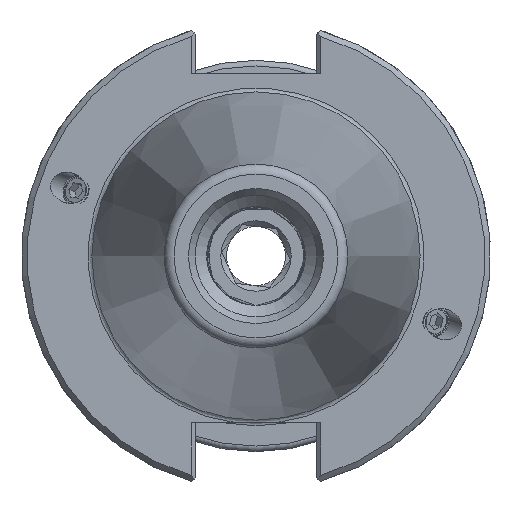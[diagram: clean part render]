
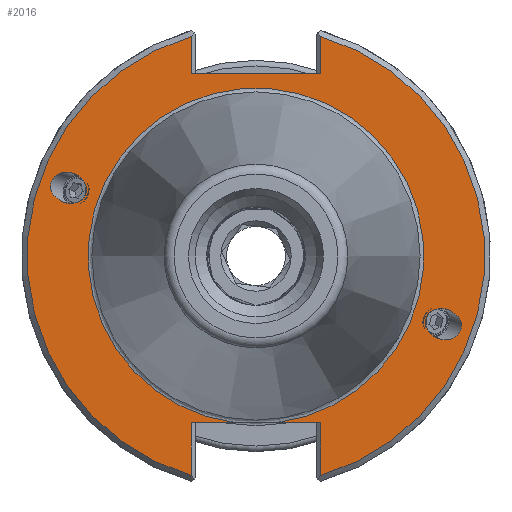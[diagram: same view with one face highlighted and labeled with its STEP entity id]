
A CAD part, left-side view. The second image highlights one B-rep face of the part: STEP entity #2016.
In plain terms, the highlighted planar face has unit normal (-1, 0, 0).
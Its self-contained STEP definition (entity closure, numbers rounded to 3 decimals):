
#641=CARTESIAN_POINT('',(3.175,-23.02,-8.379));
#642=VERTEX_POINT('',#641);
#643=CARTESIAN_POINT('',(3.175,-25.372,-9.235));
#644=DIRECTION('',(1.0,0.0,0.0));
#645=DIRECTION('',(0.0,-0.94,-0.342));
#646=AXIS2_PLACEMENT_3D('',#643,#644,#645);
#647=ELLIPSE('',#646,2.503,2.05);
#648=EDGE_CURVE('',#642,#642,#647,.T.);
#721=CARTESIAN_POINT('',(3.175,23.02,8.379));
#722=VERTEX_POINT('',#721);
#723=CARTESIAN_POINT('',(3.175,25.372,9.235));
#724=DIRECTION('',(1.0,0.0,0.0));
#725=DIRECTION('',(0.0,0.94,0.342));
#726=AXIS2_PLACEMENT_3D('',#723,#724,#725);
#727=ELLIPSE('',#726,2.503,2.05);
#728=EDGE_CURVE('',#722,#722,#727,.T.);
#1272=CARTESIAN_POINT('',(3.175,8.763,24.689));
#1273=VERTEX_POINT('',#1272);
#1280=CARTESIAN_POINT('',(3.175,-8.763,24.689));
#1281=VERTEX_POINT('',#1280);
#1282=CARTESIAN_POINT('',(3.175,8.763,24.689));
#1283=DIRECTION('',(0.0,-1.0,0.0));
#1284=VECTOR('',#1283,17.526);
#1285=LINE('',#1282,#1284);
#1286=EDGE_CURVE('',#1273,#1281,#1285,.T.);
#1886=CARTESIAN_POINT('',(3.175,-2.838,-22.555));
#1887=VERTEX_POINT('',#1886);
#1888=CARTESIAN_POINT('',(3.175,2.838,-22.555));
#1889=VERTEX_POINT('',#1888);
#1918=CARTESIAN_POINT('',(3.175,0.0,0.0));
#1919=DIRECTION('',(-1.0,0.0,0.0));
#1920=DIRECTION('',(0.0,-1.0,0.0));
#1921=AXIS2_PLACEMENT_3D('',#1918,#1919,#1920);
#1922=CIRCLE('',#1921,22.733);
#1923=EDGE_CURVE('',#1887,#1889,#1922,.T.);
#1939=CARTESIAN_POINT('',(3.175,26.987,0.0));
#1940=DIRECTION('',(-1.0,0.0,0.0));
#1941=DIRECTION('',(0.0,0.0,1.0));
#1942=AXIS2_PLACEMENT_3D('',#1939,#1940,#1941);
#1943=PLANE('',#1942);
#1944=ORIENTED_EDGE('',*,*,#1923,.F.);
#1945=CARTESIAN_POINT('',(3.175,-8.763,-22.555));
#1946=VERTEX_POINT('',#1945);
#1947=CARTESIAN_POINT('',(3.175,-8.763,-22.555));
#1948=DIRECTION('',(0.0,1.0,0.0));
#1949=VECTOR('',#1948,5.925);
#1950=LINE('',#1947,#1949);
#1951=EDGE_CURVE('',#1946,#1887,#1950,.T.);
#1952=ORIENTED_EDGE('',*,*,#1951,.F.);
#1953=CARTESIAN_POINT('',(3.175,-8.763,-29.723));
#1954=VERTEX_POINT('',#1953);
#1955=CARTESIAN_POINT('',(3.175,-8.763,-29.723));
#1956=DIRECTION('',(0.0,0.0,1.0));
#1957=VECTOR('',#1956,7.168);
#1958=LINE('',#1955,#1957);
#1959=EDGE_CURVE('',#1954,#1946,#1958,.T.);
#1960=ORIENTED_EDGE('',*,*,#1959,.F.);
#1961=CARTESIAN_POINT('',(3.175,-8.763,29.723));
#1962=VERTEX_POINT('',#1961);
#1963=CARTESIAN_POINT('',(3.175,0.0,0.0));
#1964=DIRECTION('',(1.0,0.0,0.0));
#1965=DIRECTION('',(0.0,-1.0,0.0));
#1966=AXIS2_PLACEMENT_3D('',#1963,#1964,#1965);
#1967=CIRCLE('',#1966,30.988);
#1968=EDGE_CURVE('',#1962,#1954,#1967,.T.);
#1969=ORIENTED_EDGE('',*,*,#1968,.F.);
#1970=CARTESIAN_POINT('',(3.175,-8.763,24.689));
#1971=DIRECTION('',(0.0,0.0,1.0));
#1972=VECTOR('',#1971,5.034);
#1973=LINE('',#1970,#1972);
#1974=EDGE_CURVE('',#1281,#1962,#1973,.T.);
#1975=ORIENTED_EDGE('',*,*,#1974,.F.);
#1976=ORIENTED_EDGE('',*,*,#1286,.F.);
#1977=CARTESIAN_POINT('',(3.175,8.763,29.723));
#1978=VERTEX_POINT('',#1977);
#1979=CARTESIAN_POINT('',(3.175,8.763,29.723));
#1980=DIRECTION('',(0.0,0.0,-1.0));
#1981=VECTOR('',#1980,5.034);
#1982=LINE('',#1979,#1981);
#1983=EDGE_CURVE('',#1978,#1273,#1982,.T.);
#1984=ORIENTED_EDGE('',*,*,#1983,.F.);
#1985=CARTESIAN_POINT('',(3.175,8.763,-29.723));
#1986=VERTEX_POINT('',#1985);
#1987=CARTESIAN_POINT('',(3.175,0.0,0.0));
#1988=DIRECTION('',(1.0,0.0,0.0));
#1989=DIRECTION('',(0.0,1.0,0.0));
#1990=AXIS2_PLACEMENT_3D('',#1987,#1988,#1989);
#1991=CIRCLE('',#1990,30.988);
#1992=EDGE_CURVE('',#1986,#1978,#1991,.T.);
#1993=ORIENTED_EDGE('',*,*,#1992,.F.);
#1994=CARTESIAN_POINT('',(3.175,8.763,-22.555));
#1995=VERTEX_POINT('',#1994);
#1996=CARTESIAN_POINT('',(3.175,8.763,-22.555));
#1997=DIRECTION('',(0.0,0.0,-1.0));
#1998=VECTOR('',#1997,7.168);
#1999=LINE('',#1996,#1998);
#2000=EDGE_CURVE('',#1995,#1986,#1999,.T.);
#2001=ORIENTED_EDGE('',*,*,#2000,.F.);
#2002=CARTESIAN_POINT('',(3.175,2.838,-22.555));
#2003=DIRECTION('',(0.0,1.0,0.0));
#2004=VECTOR('',#2003,5.925);
#2005=LINE('',#2002,#2004);
#2006=EDGE_CURVE('',#1889,#1995,#2005,.T.);
#2007=ORIENTED_EDGE('',*,*,#2006,.F.);
#2008=EDGE_LOOP('',(#1944,#1952,#1960,#1969,#1975,#1976,#1984,#1993,#2001,#2007));
#2009=FACE_OUTER_BOUND('',#2008,.T.);
#2010=ORIENTED_EDGE('',*,*,#648,.T.);
#2011=EDGE_LOOP('',(#2010));
#2012=FACE_BOUND('',#2011,.T.);
#2013=ORIENTED_EDGE('',*,*,#728,.T.);
#2014=EDGE_LOOP('',(#2013));
#2015=FACE_BOUND('',#2014,.T.);
#2016=ADVANCED_FACE('',(#2009,#2012,#2015),#1943,.T.);
